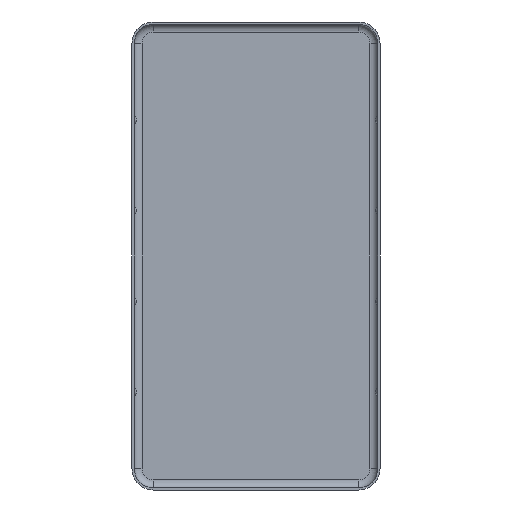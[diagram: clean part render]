
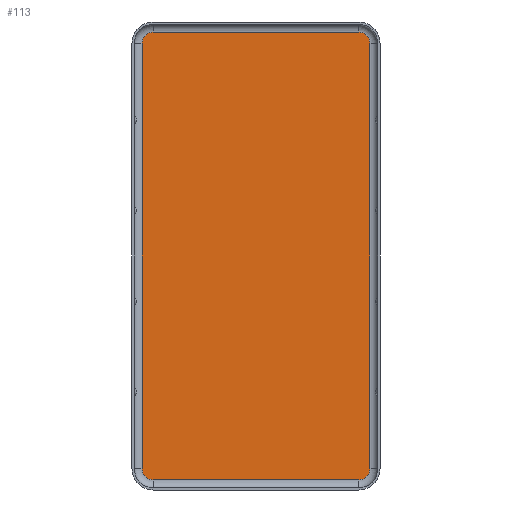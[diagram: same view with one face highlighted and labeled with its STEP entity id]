
A CAD part, front view. The second image highlights one B-rep face of the part: STEP entity #113.
In plain terms, the highlighted planar face has unit normal (0, -1, 0).
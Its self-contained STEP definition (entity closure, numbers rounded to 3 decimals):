
#113 = ADVANCED_FACE( 'NONE', ( #260 ), #261, .T. );
#260 = FACE_OUTER_BOUND( '', #437, .T. );
#261 = PLANE( '', #438 );
#437 = EDGE_LOOP( '', ( #702, #703, #704, #705, #706, #707, #708, #709 ) );
#438 = AXIS2_PLACEMENT_3D( '', #710, #711, #712 );
#702 = ORIENTED_EDGE( '', *, *, #998, .F. );
#703 = ORIENTED_EDGE( '', *, *, #1028, .F. );
#704 = ORIENTED_EDGE( '', *, *, #945, .F. );
#705 = ORIENTED_EDGE( '', *, *, #1026, .T. );
#706 = ORIENTED_EDGE( '', *, *, #1022, .T. );
#707 = ORIENTED_EDGE( '', *, *, #974, .F. );
#708 = ORIENTED_EDGE( '', *, *, #1029, .T. );
#709 = ORIENTED_EDGE( '', *, *, #1030, .T. );
#710 = CARTESIAN_POINT( '', ( 9.05, 0., -18.75 ) );
#711 = DIRECTION( '', ( 0., -1., 0. ) );
#712 = DIRECTION( '', ( 0., 0., -1. ) );
#945 = EDGE_CURVE( 'NONE', #1097, #1099, #1100, .T. );
#974 = EDGE_CURVE( 'NONE', #1147, #1149, #1150, .T. );
#998 = EDGE_CURVE( 'NONE', #1187, #1189, #1190, .T. );
#1022 = EDGE_CURVE( 'NONE', #1226, #1149, #1227, .T. );
#1026 = EDGE_CURVE( 'NONE', #1097, #1226, #1231, .T. );
#1028 = EDGE_CURVE( 'NONE', #1099, #1187, #1233, .T. );
#1029 = EDGE_CURVE( 'NONE', #1147, #1234, #1235, .T. );
#1030 = EDGE_CURVE( 'NONE', #1234, #1189, #1236, .T. );
#1097 = VERTEX_POINT( 'NONE', #1311 );
#1099 = VERTEX_POINT( 'NONE', #1313 );
#1100 = LINE( '', #1314, #1315 );
#1147 = VERTEX_POINT( 'NONE', #1373 );
#1149 = VERTEX_POINT( 'NONE', #1375 );
#1150 = CIRCLE( '', #1376, 1. );
#1187 = VERTEX_POINT( 'NONE', #1418 );
#1189 = VERTEX_POINT( 'NONE', #1420 );
#1190 = LINE( '', #1421, #1422 );
#1226 = VERTEX_POINT( 'NONE', #1463 );
#1227 = LINE( '', #1464, #1465 );
#1231 = CIRCLE( '', #1469, 1. );
#1233 = CIRCLE( '', #1471, 1. );
#1234 = VERTEX_POINT( 'NONE', #1472 );
#1235 = LINE( '', #1473, #1474 );
#1236 = CIRCLE( '', #1475, 1. );
#1311 = CARTESIAN_POINT( '', ( 10.05, 0., 18.75 ) );
#1313 = CARTESIAN_POINT( '', ( 10.05, 0., -18.75 ) );
#1314 = CARTESIAN_POINT( '', ( 10.05, 0., 0. ) );
#1315 = VECTOR( '', #1558, 1000. );
#1373 = CARTESIAN_POINT( '', ( -10.05, 0., 18.75 ) );
#1375 = CARTESIAN_POINT( '', ( -9.05, 0., 19.75 ) );
#1376 = AXIS2_PLACEMENT_3D( '', #1603, #1604, #1605 );
#1418 = CARTESIAN_POINT( '', ( 9.05, 0., -19.75 ) );
#1420 = CARTESIAN_POINT( '', ( -9.05, 0., -19.75 ) );
#1421 = CARTESIAN_POINT( '', ( 9.05, 0., -19.75 ) );
#1422 = VECTOR( '', #1650, 1000. );
#1463 = CARTESIAN_POINT( '', ( 9.05, 0., 19.75 ) );
#1464 = CARTESIAN_POINT( '', ( 9.05, 0., 19.75 ) );
#1465 = VECTOR( '', #1695, 1000. );
#1469 = AXIS2_PLACEMENT_3D( '', #1702, #1703, #1704 );
#1471 = AXIS2_PLACEMENT_3D( '', #1705, #1706, #1707 );
#1472 = CARTESIAN_POINT( '', ( -10.05, 0., -18.75 ) );
#1473 = CARTESIAN_POINT( '', ( -10.05, 0., 0. ) );
#1474 = VECTOR( '', #1708, 1000. );
#1475 = AXIS2_PLACEMENT_3D( '', #1709, #1710, #1711 );
#1558 = DIRECTION( '', ( 0., 0., -1. ) );
#1603 = CARTESIAN_POINT( '', ( -9.05, 0., 18.75 ) );
#1604 = DIRECTION( '', ( 0., 1., 0. ) );
#1605 = DIRECTION( '', ( 0., 0., -1. ) );
#1650 = DIRECTION( '', ( -1., 0., 0. ) );
#1695 = DIRECTION( '', ( -1., 0., 0. ) );
#1702 = CARTESIAN_POINT( '', ( 9.05, 0., 18.75 ) );
#1703 = DIRECTION( '', ( 0., -1., 0. ) );
#1704 = DIRECTION( '', ( 0., 0., -1. ) );
#1705 = CARTESIAN_POINT( '', ( 9.05, 0., -18.75 ) );
#1706 = DIRECTION( '', ( 0., 1., 0. ) );
#1707 = DIRECTION( '', ( 0., 0., 1. ) );
#1708 = DIRECTION( '', ( 0., 0., -1. ) );
#1709 = CARTESIAN_POINT( '', ( -9.05, 0., -18.75 ) );
#1710 = DIRECTION( '', ( 0., -1., 0. ) );
#1711 = DIRECTION( '', ( 0., 0., 1. ) );
